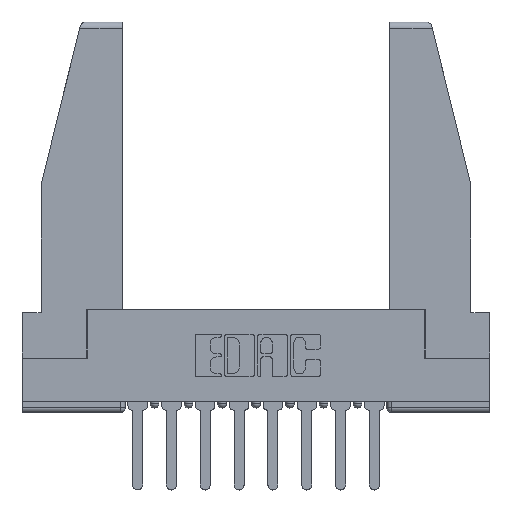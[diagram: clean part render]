
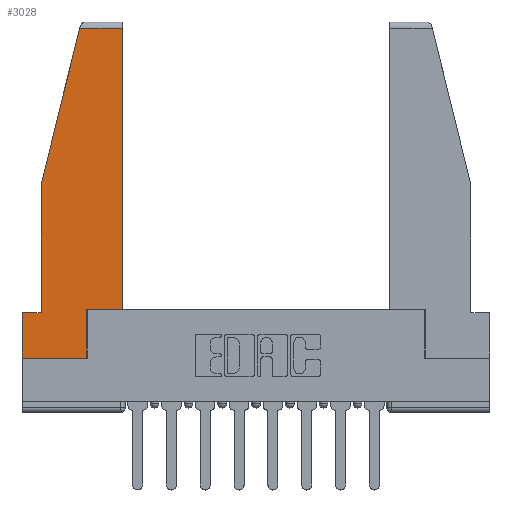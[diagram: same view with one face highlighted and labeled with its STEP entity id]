
A CAD part, top view. The second image highlights one B-rep face of the part: STEP entity #3028.
In plain terms, the highlighted planar face has unit normal (0, 0, 1).
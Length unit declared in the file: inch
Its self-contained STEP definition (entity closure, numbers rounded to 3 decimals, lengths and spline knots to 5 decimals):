
#10 = VECTOR ( 'NONE', #8809, 39.37008 ) ;
#47 = CARTESIAN_POINT ( 'NONE',  ( 0.2636, 1.52, 0. ) ) ;
#311 = ORIENTED_EDGE ( 'NONE', *, *, #5481, .T. ) ;
#405 = VECTOR ( 'NONE', #11989, 39.37008 ) ;
#459 = LINE ( 'NONE', #11313, #10896 ) ;
#469 = VERTEX_POINT ( 'NONE', #12367 ) ;
#506 = CARTESIAN_POINT ( 'NONE',  ( 0.297, 0.223, 0. ) ) ;
#1382 = LINE ( 'NONE', #13017, #405 ) ;
#1824 = LINE ( 'NONE', #506, #6716 ) ;
#2121 = AXIS2_PLACEMENT_3D ( 'NONE', #6885, #6930, #3830 ) ;
#2175 = VERTEX_POINT ( 'NONE', #47 ) ;
#2576 = EDGE_CURVE ( 'NONE', #469, #12241, #7803, .T. ) ;
#2655 = CARTESIAN_POINT ( 'NONE',  ( 0., 0., 0. ) ) ;
#2751 = CARTESIAN_POINT ( 'NONE',  ( 0., 1.52, 0. ) ) ;
#2846 = DIRECTION ( 'NONE',  ( 0., 1., 0. ) ) ;
#2988 = EDGE_CURVE ( 'NONE', #12241, #8322, #12371, .T. ) ;
#3028 = ADVANCED_FACE ( 'NONE', ( #3716 ), #10070, .T. ) ;
#3090 = EDGE_CURVE ( 'NONE', #7520, #469, #459, .T. ) ;
#3184 = CARTESIAN_POINT ( 'NONE',  ( 0.086, 0.8, 0. ) ) ;
#3236 = EDGE_CURVE ( 'NONE', #7505, #7520, #12752, .T. ) ;
#3394 = VECTOR ( 'NONE', #7927, 39.37008 ) ;
#3716 = FACE_OUTER_BOUND ( 'NONE', #13197, .T. ) ;
#3817 = CARTESIAN_POINT ( 'NONE',  ( 0., 0.21, 0. ) ) ;
#3830 = DIRECTION ( 'NONE',  ( 1., 0., 0. ) ) ;
#4013 = CARTESIAN_POINT ( 'NONE',  ( 0.461, 1.52, 0. ) ) ;
#4450 = ORIENTED_EDGE ( 'NONE', *, *, #3090, .T. ) ;
#5017 = CARTESIAN_POINT ( 'NONE',  ( 0.297, 0.223, 0. ) ) ;
#5155 = DIRECTION ( 'NONE',  ( 0., -1., 0. ) ) ;
#5316 = ORIENTED_EDGE ( 'NONE', *, *, #2988, .T. ) ;
#5341 = ORIENTED_EDGE ( 'NONE', *, *, #6328, .T. ) ;
#5481 = EDGE_CURVE ( 'NONE', #2175, #7505, #7762, .T. ) ;
#5593 = VECTOR ( 'NONE', #2846, 39.37008 ) ;
#5790 = ORIENTED_EDGE ( 'NONE', *, *, #7225, .T. ) ;
#5809 = DIRECTION ( 'NONE',  ( 1., 0., 0. ) ) ;
#6075 = CARTESIAN_POINT ( 'NONE',  ( 0.461, 0.223, 0. ) ) ;
#6328 = EDGE_CURVE ( 'NONE', #8322, #13429, #1382, .T. ) ;
#6404 = CARTESIAN_POINT ( 'NONE',  ( 0.271, 1.55, 0. ) ) ;
#6716 = VECTOR ( 'NONE', #11003, 39.37008 ) ;
#6869 = VECTOR ( 'NONE', #5155, 39.37008 ) ;
#6885 = CARTESIAN_POINT ( 'NONE',  ( 0., 0., 0. ) ) ;
#6930 = DIRECTION ( 'NONE',  ( 0., 0., 1. ) ) ;
#7225 = EDGE_CURVE ( 'NONE', #13430, #13435, #12290, .T. ) ;
#7293 = CARTESIAN_POINT ( 'NONE',  ( 0.086, 0.8, 0. ) ) ;
#7505 = VERTEX_POINT ( 'NONE', #7293 ) ;
#7520 = VERTEX_POINT ( 'NONE', #12516 ) ;
#7762 = LINE ( 'NONE', #6404, #11528 ) ;
#7767 = EDGE_CURVE ( 'NONE', #13429, #13430, #1824, .T. ) ;
#7803 = LINE ( 'NONE', #3817, #3394 ) ;
#7852 = ORIENTED_EDGE ( 'NONE', *, *, #10440, .T. ) ;
#7927 = DIRECTION ( 'NONE',  ( 0., -1., 0. ) ) ;
#8322 = VERTEX_POINT ( 'NONE', #11711 ) ;
#8809 = DIRECTION ( 'NONE',  ( -1., 0., 0. ) ) ;
#8934 = VECTOR ( 'NONE', #5809, 39.37008 ) ;
#9085 = CARTESIAN_POINT ( 'NONE',  ( 0.461, 0.223, 0. ) ) ;
#9263 = ORIENTED_EDGE ( 'NONE', *, *, #2576, .T. ) ;
#9488 = DIRECTION ( 'NONE',  ( -0.239, -0.971, 0. ) ) ;
#9613 = ORIENTED_EDGE ( 'NONE', *, *, #7767, .T. ) ;
#10070 = PLANE ( 'NONE',  #2121 ) ;
#10429 = LINE ( 'NONE', #2751, #10 ) ;
#10440 = EDGE_CURVE ( 'NONE', #13435, #2175, #10429, .T. ) ;
#10586 = ORIENTED_EDGE ( 'NONE', *, *, #3236, .T. ) ;
#10896 = VECTOR ( 'NONE', #13303, 39.37008 ) ;
#11003 = DIRECTION ( 'NONE',  ( 1., 0., 0. ) ) ;
#11313 = CARTESIAN_POINT ( 'NONE',  ( 0., 0.21, 0. ) ) ;
#11528 = VECTOR ( 'NONE', #9488, 39.37008 ) ;
#11711 = CARTESIAN_POINT ( 'NONE',  ( 0.297, 0., 0. ) ) ;
#11863 = CARTESIAN_POINT ( 'NONE',  ( 0., 0., 0. ) ) ;
#11989 = DIRECTION ( 'NONE',  ( 0., 1., 0. ) ) ;
#12241 = VERTEX_POINT ( 'NONE', #11863 ) ;
#12290 = LINE ( 'NONE', #9085, #5593 ) ;
#12367 = CARTESIAN_POINT ( 'NONE',  ( 0., 0.21, 0. ) ) ;
#12371 = LINE ( 'NONE', #2655, #8934 ) ;
#12516 = CARTESIAN_POINT ( 'NONE',  ( 0.086, 0.21, 0. ) ) ;
#12752 = LINE ( 'NONE', #3184, #6869 ) ;
#13017 = CARTESIAN_POINT ( 'NONE',  ( 0.297, 0., 0. ) ) ;
#13197 = EDGE_LOOP ( 'NONE', ( #5790, #7852, #311, #10586, #4450, #9263, #5316, #5341, #9613 ) ) ;
#13303 = DIRECTION ( 'NONE',  ( -1., 0., 0. ) ) ;
#13429 = VERTEX_POINT ( 'NONE', #5017 ) ;
#13430 = VERTEX_POINT ( 'NONE', #6075 ) ;
#13435 = VERTEX_POINT ( 'NONE', #4013 ) ;
